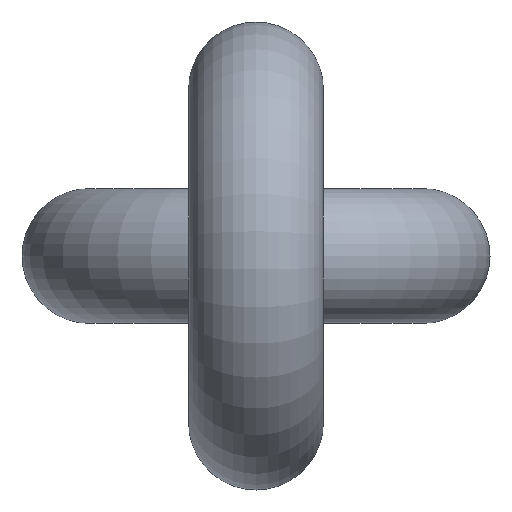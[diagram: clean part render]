
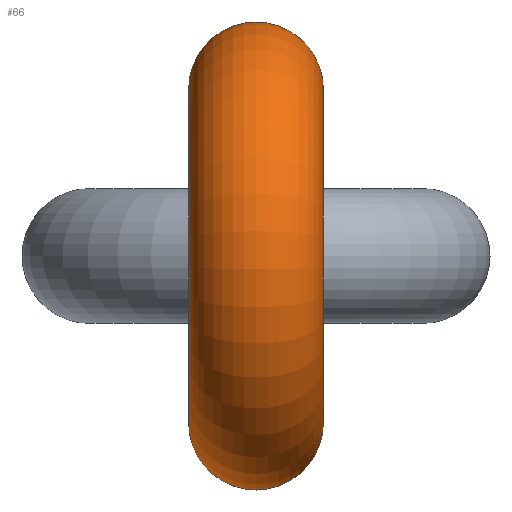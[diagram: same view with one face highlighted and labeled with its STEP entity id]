
A CAD part, left-side view. The second image highlights one B-rep face of the part: STEP entity #66.
In plain terms, the highlighted toroidal (fillet/blend) face has major radius 39.5 mm and minor radius 16 mm.
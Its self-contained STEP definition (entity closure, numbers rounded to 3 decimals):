
#56=TOROIDAL_SURFACE('',#203,39.5,16.);
#66=ADVANCED_FACE('',(#92,#93),#56,.T.);
#92=FACE_BOUND('',#116,.T.);
#93=FACE_BOUND('',#117,.T.);
#116=EDGE_LOOP('',(#140));
#117=EDGE_LOOP('',(#141));
#140=ORIENTED_EDGE('',*,*,#168,.T.);
#141=ORIENTED_EDGE('',*,*,#169,.F.);
#156=VERTEX_POINT('',#285);
#157=VERTEX_POINT('',#287);
#168=EDGE_CURVE('',#156,#156,#180,.T.);
#169=EDGE_CURVE('',#157,#157,#181,.T.);
#180=CIRCLE('',#201,16.);
#181=CIRCLE('',#202,16.);
#201=AXIS2_PLACEMENT_3D('',#284,#243,#244);
#202=AXIS2_PLACEMENT_3D('',#286,#245,#246);
#203=AXIS2_PLACEMENT_3D('',#288,#247,#248);
#243=DIRECTION('',(-1.,0.,0.));
#244=DIRECTION('',(0.,1.,0.));
#245=DIRECTION('',(1.,0.,0.));
#246=DIRECTION('',(0.,1.,0.));
#247=DIRECTION('',(0.,-1.,0.));
#248=DIRECTION('',(0.,0.,-1.));
#284=CARTESIAN_POINT('',(-120.5,0.,39.5));
#285=CARTESIAN_POINT('',(-120.5,16.,39.5));
#286=CARTESIAN_POINT('',(-120.5,0.,-39.5));
#287=CARTESIAN_POINT('',(-120.5,16.,-39.5));
#288=CARTESIAN_POINT('',(-120.5,0.,0.));
